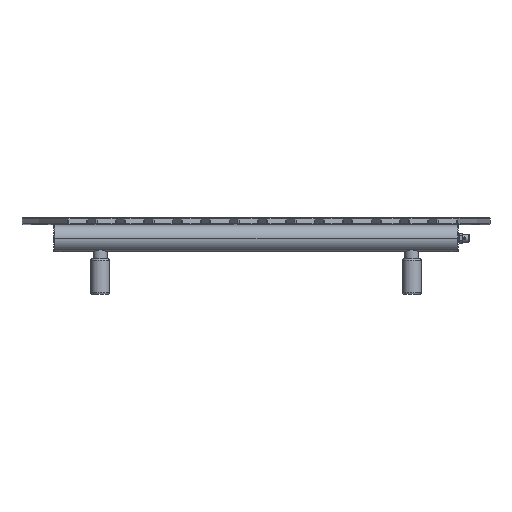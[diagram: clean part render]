
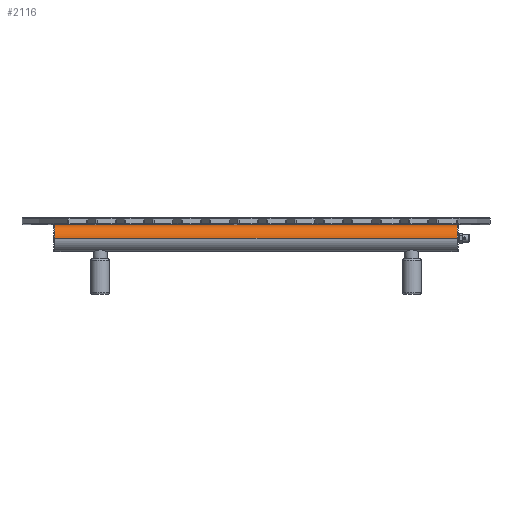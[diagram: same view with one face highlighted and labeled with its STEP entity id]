
A CAD part, front view. The second image highlights one B-rep face of the part: STEP entity #2116.
In plain terms, the highlighted cylindrical face has radius 19 mm (diameter 38 mm), a partial arc.
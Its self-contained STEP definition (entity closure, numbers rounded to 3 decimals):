
#1463=DIRECTION('',(0.,1.,0.));
#1464=VECTOR('',#1463,566.);
#1465=CARTESIAN_POINT('',(744.,-283.,-19.));
#1466=LINE('',#1465,#1464);
#1642=CARTESIAN_POINT('',(725.,283.,-19.));
#1643=DIRECTION('',(0.,1.,0.));
#1644=DIRECTION('',(-1.,0.,0.));
#1645=AXIS2_PLACEMENT_3D('',#1642,#1643,#1644);
#1650=CARTESIAN_POINT('',(725.,-283.,-19.));
#1651=DIRECTION('',(0.,-1.,0.));
#1652=DIRECTION('',(1.,0.,0.));
#1653=AXIS2_PLACEMENT_3D('',#1650,#1651,#1652);
#1658=DIRECTION('',(0.,1.,0.));
#1659=VECTOR('',#1658,566.);
#1660=CARTESIAN_POINT('',(706.,-283.,-19.));
#1661=LINE('',#1660,#1659);
#1749=CARTESIAN_POINT('',(744.,283.,-19.));
#1750=CARTESIAN_POINT('',(706.,283.,-19.));
#1751=VERTEX_POINT('',#1749);
#1752=VERTEX_POINT('',#1750);
#1757=CARTESIAN_POINT('',(706.,-283.,-19.));
#1758=CARTESIAN_POINT('',(744.,-283.,-19.));
#1759=VERTEX_POINT('',#1757);
#1760=VERTEX_POINT('',#1758);
#2104=CARTESIAN_POINT('',(725.,-284.5,-19.));
#2105=DIRECTION('',(0.,1.,0.));
#2106=DIRECTION('',(1.,0.,0.));
#2107=AXIS2_PLACEMENT_3D('',#2104,#2105,#2106);
#2108=CYLINDRICAL_SURFACE('',#2107,19.);
#2109=ORIENTED_EDGE('',*,*,#2098,.T.);
#2110=ORIENTED_EDGE('',*,*,#1912,.F.);
#2112=ORIENTED_EDGE('',*,*,#2111,.T.);
#2113=ORIENTED_EDGE('',*,*,#1908,.T.);
#2114=EDGE_LOOP('',(#2109,#2110,#2112,#2113));
#2115=FACE_OUTER_BOUND('',#2114,.F.);
#1646=CIRCLE('',#1645,19.);
#1654=CIRCLE('',#1653,19.);
#1908=EDGE_CURVE('',#1759,#1752,#1661,.T.);
#1912=EDGE_CURVE('',#1760,#1751,#1466,.T.);
#2098=EDGE_CURVE('',#1752,#1751,#1646,.T.);
#2111=EDGE_CURVE('',#1760,#1759,#1654,.T.);
#2116=ADVANCED_FACE('',(#2115),#2108,.T.);
